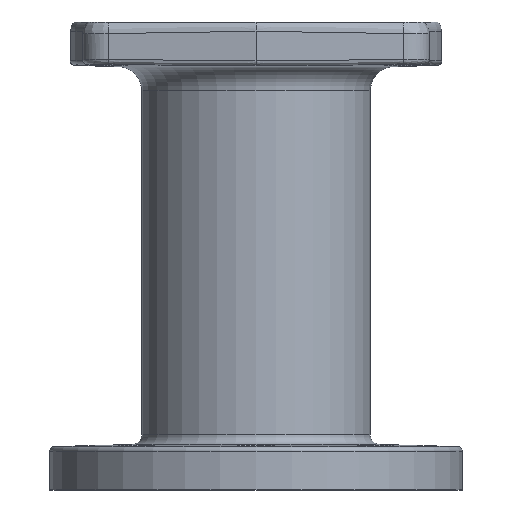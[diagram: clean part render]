
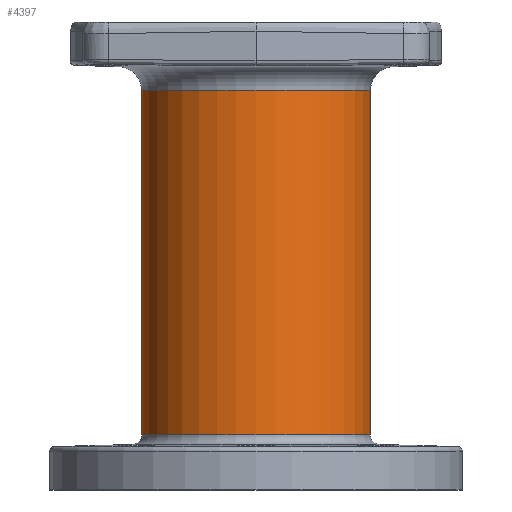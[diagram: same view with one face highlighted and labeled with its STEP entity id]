
A CAD part, left-side view. The second image highlights one B-rep face of the part: STEP entity #4397.
In plain terms, the highlighted cylindrical face has radius 38.1 mm (diameter 76.2 mm), a partial arc.
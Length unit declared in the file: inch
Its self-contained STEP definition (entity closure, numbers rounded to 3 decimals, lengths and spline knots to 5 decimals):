
#947=CARTESIAN_POINT('',(0.,0.,-0.95397));
#948=DIRECTION('',(0.,0.,-1.));
#949=DIRECTION('',(0.,-1.,0.));
#950=AXIS2_PLACEMENT_3D('',#947,#948,#949);
#952=DIRECTION('',(0.,0.,1.));
#953=VECTOR('',#952,4.51775);
#954=CARTESIAN_POINT('',(0.,-1.5,-5.47173));
#955=LINE('',#954,#953);
#956=CARTESIAN_POINT('',(0.,0.,-5.47173));
#957=DIRECTION('',(0.,0.,1.));
#958=DIRECTION('',(0.,1.,0.));
#959=AXIS2_PLACEMENT_3D('',#956,#957,#958);
#961=DIRECTION('',(0.,0.,1.));
#962=VECTOR('',#961,4.51775);
#963=CARTESIAN_POINT('',(0.,1.5,-5.47173));
#964=LINE('',#963,#962);
#2581=CARTESIAN_POINT('',(0.,-1.5,-0.95397));
#2582=CARTESIAN_POINT('',(0.,1.5,-0.95397));
#2583=VERTEX_POINT('',#2581);
#2584=VERTEX_POINT('',#2582);
#2589=CARTESIAN_POINT('',(0.,1.5,-5.47173));
#2590=CARTESIAN_POINT('',(0.,-1.5,-5.47173));
#2591=VERTEX_POINT('',#2589);
#2592=VERTEX_POINT('',#2590);
#4383=CARTESIAN_POINT('',(0.,0.,0.36724));
#4384=DIRECTION('',(0.,0.,-1.));
#4385=DIRECTION('',(0.,-1.,0.));
#4386=AXIS2_PLACEMENT_3D('',#4383,#4384,#4385);
#4387=CYLINDRICAL_SURFACE('',#4386,1.5);
#4388=ORIENTED_EDGE('',*,*,#4377,.F.);
#4390=ORIENTED_EDGE('',*,*,#4389,.F.);
#4392=ORIENTED_EDGE('',*,*,#4391,.F.);
#4394=ORIENTED_EDGE('',*,*,#4393,.T.);
#4395=EDGE_LOOP('',(#4388,#4390,#4392,#4394));
#4396=FACE_OUTER_BOUND('',#4395,.F.);
#951=CIRCLE('',#950,1.5);
#960=CIRCLE('',#959,1.5);
#4377=EDGE_CURVE('',#2583,#2584,#951,.T.);
#4389=EDGE_CURVE('',#2592,#2583,#955,.T.);
#4391=EDGE_CURVE('',#2591,#2592,#960,.T.);
#4393=EDGE_CURVE('',#2591,#2584,#964,.T.);
#4397=ADVANCED_FACE('',(#4396),#4387,.T.);
